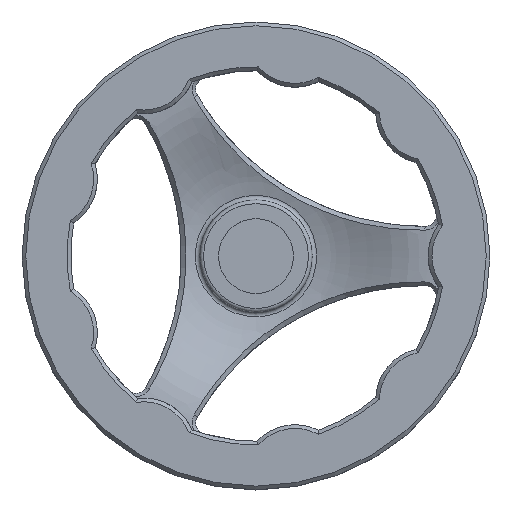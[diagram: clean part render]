
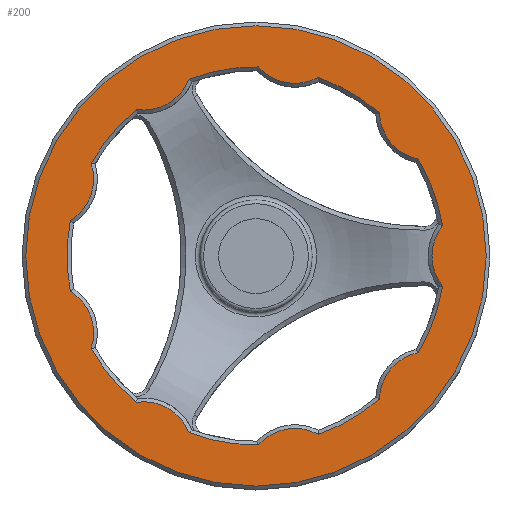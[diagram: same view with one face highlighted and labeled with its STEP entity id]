
A CAD part, top view. The second image highlights one B-rep face of the part: STEP entity #200.
In plain terms, the highlighted planar face has unit normal (0, 0, 1).
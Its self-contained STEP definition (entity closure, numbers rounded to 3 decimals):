
#200 = ADVANCED_FACE( '', ( #407, #408 ), #409, .F. );
#407 = FACE_OUTER_BOUND( '', #881, .T. );
#408 = FACE_BOUND( '', #882, .T. );
#409 = PLANE( '', #883 );
#881 = EDGE_LOOP( '', ( #2134 ) );
#882 = EDGE_LOOP( '', ( #2135, #2136, #2137, #2138, #2139, #2140, #2141, #2142, #2143, #2144, #2145, #2146, #2147, #2148, #2149, #2150, #2151, #2152 ) );
#883 = AXIS2_PLACEMENT_3D( '', #2153, #2154, #2155 );
#2134 = ORIENTED_EDGE( '', *, *, #3270, .T. );
#2135 = ORIENTED_EDGE( '', *, *, #3271, .T. );
#2136 = ORIENTED_EDGE( '', *, *, #3272, .T. );
#2137 = ORIENTED_EDGE( '', *, *, #3273, .T. );
#2138 = ORIENTED_EDGE( '', *, *, #3274, .T. );
#2139 = ORIENTED_EDGE( '', *, *, #3275, .T. );
#2140 = ORIENTED_EDGE( '', *, *, #3276, .T. );
#2141 = ORIENTED_EDGE( '', *, *, #3277, .T. );
#2142 = ORIENTED_EDGE( '', *, *, #3278, .T. );
#2143 = ORIENTED_EDGE( '', *, *, #3279, .T. );
#2144 = ORIENTED_EDGE( '', *, *, #3280, .T. );
#2145 = ORIENTED_EDGE( '', *, *, #3281, .T. );
#2146 = ORIENTED_EDGE( '', *, *, #3282, .T. );
#2147 = ORIENTED_EDGE( '', *, *, #3283, .T. );
#2148 = ORIENTED_EDGE( '', *, *, #3284, .T. );
#2149 = ORIENTED_EDGE( '', *, *, #3285, .T. );
#2150 = ORIENTED_EDGE( '', *, *, #3286, .T. );
#2151 = ORIENTED_EDGE( '', *, *, #3287, .T. );
#2152 = ORIENTED_EDGE( '', *, *, #3288, .T. );
#2153 = CARTESIAN_POINT( '', ( 0., 62.5, 51. ) );
#2154 = DIRECTION( '', ( 0., 0., -1. ) );
#2155 = DIRECTION( '', ( -1., 0., 0. ) );
#3270 = EDGE_CURVE( '', #3844, #3844, #3845, .F. );
#3271 = EDGE_CURVE( '', #3846, #3847, #3848, .T. );
#3272 = EDGE_CURVE( '', #3847, #3849, #3850, .F. );
#3273 = EDGE_CURVE( '', #3849, #3851, #3852, .T. );
#3274 = EDGE_CURVE( '', #3851, #3853, #3854, .F. );
#3275 = EDGE_CURVE( '', #3853, #3855, #3856, .T. );
#3276 = EDGE_CURVE( '', #3855, #3857, #3858, .F. );
#3277 = EDGE_CURVE( '', #3857, #3859, #3860, .T. );
#3278 = EDGE_CURVE( '', #3859, #3861, #3862, .F. );
#3279 = EDGE_CURVE( '', #3861, #3863, #3864, .T. );
#3280 = EDGE_CURVE( '', #3863, #3865, #3866, .F. );
#3281 = EDGE_CURVE( '', #3865, #3867, #3868, .T. );
#3282 = EDGE_CURVE( '', #3867, #3869, #3870, .F. );
#3283 = EDGE_CURVE( '', #3869, #3871, #3872, .T. );
#3284 = EDGE_CURVE( '', #3871, #3873, #3874, .F. );
#3285 = EDGE_CURVE( '', #3873, #3875, #3876, .T. );
#3286 = EDGE_CURVE( '', #3875, #3877, #3878, .F. );
#3287 = EDGE_CURVE( '', #3877, #3879, #3880, .T. );
#3288 = EDGE_CURVE( '', #3879, #3846, #3881, .F. );
#3844 = VERTEX_POINT( '', #4933 );
#3845 = CIRCLE( '', #4934, 61.5 );
#3846 = VERTEX_POINT( '', #4935 );
#3847 = VERTEX_POINT( '', #4936 );
#3848 = CIRCLE( '', #4937, 50.5 );
#3849 = VERTEX_POINT( '', #4938 );
#3850 = CIRCLE( '', #4939, 13. );
#3851 = VERTEX_POINT( '', #4940 );
#3852 = CIRCLE( '', #4941, 50.5 );
#3853 = VERTEX_POINT( '', #4942 );
#3854 = CIRCLE( '', #4943, 13. );
#3855 = VERTEX_POINT( '', #4944 );
#3856 = CIRCLE( '', #4945, 50.5 );
#3857 = VERTEX_POINT( '', #4946 );
#3858 = CIRCLE( '', #4947, 13. );
#3859 = VERTEX_POINT( '', #4948 );
#3860 = CIRCLE( '', #4949, 50.5 );
#3861 = VERTEX_POINT( '', #4950 );
#3862 = CIRCLE( '', #4951, 13. );
#3863 = VERTEX_POINT( '', #4952 );
#3864 = CIRCLE( '', #4953, 50.5 );
#3865 = VERTEX_POINT( '', #4954 );
#3866 = CIRCLE( '', #4955, 13. );
#3867 = VERTEX_POINT( '', #4956 );
#3868 = CIRCLE( '', #4957, 50.5 );
#3869 = VERTEX_POINT( '', #4958 );
#3870 = CIRCLE( '', #4959, 13. );
#3871 = VERTEX_POINT( '', #4960 );
#3872 = CIRCLE( '', #4961, 50.5 );
#3873 = VERTEX_POINT( '', #4962 );
#3874 = CIRCLE( '', #4963, 13. );
#3875 = VERTEX_POINT( '', #4964 );
#3876 = CIRCLE( '', #4965, 50.5 );
#3877 = VERTEX_POINT( '', #4966 );
#3878 = CIRCLE( '', #4967, 13. );
#3879 = VERTEX_POINT( '', #4968 );
#3880 = CIRCLE( '', #4969, 50.5 );
#3881 = CIRCLE( '', #4970, 13. );
#4933 = CARTESIAN_POINT( '', ( -61.5, 0., 51. ) );
#4934 = AXIS2_PLACEMENT_3D( '', #6424, #6425, #6426 );
#4935 = CARTESIAN_POINT( '', ( 49.844, -8.115, 51. ) );
#4936 = CARTESIAN_POINT( '', ( 43.399, -25.823, 51. ) );
#4937 = AXIS2_PLACEMENT_3D( '', #6427, #6428, #6429 );
#4938 = CARTESIAN_POINT( '', ( 32.966, -38.255, 51. ) );
#4939 = AXIS2_PLACEMENT_3D( '', #6430, #6431, #6432 );
#4940 = CARTESIAN_POINT( '', ( 16.647, -47.677, 51. ) );
#4941 = AXIS2_PLACEMENT_3D( '', #6433, #6434, #6435 );
#4942 = CARTESIAN_POINT( '', ( 0.664, -50.496, 51. ) );
#4943 = AXIS2_PLACEMENT_3D( '', #6436, #6437, #6438 );
#4944 = CARTESIAN_POINT( '', ( -17.894, -47.223, 51. ) );
#4945 = AXIS2_PLACEMENT_3D( '', #6439, #6440, #6441 );
#4946 = CARTESIAN_POINT( '', ( -31.95, -39.109, 51. ) );
#4947 = AXIS2_PLACEMENT_3D( '', #6442, #6443, #6444 );
#4948 = CARTESIAN_POINT( '', ( -44.062, -24.673, 51. ) );
#4949 = AXIS2_PLACEMENT_3D( '', #6445, #6446, #6447 );
#4950 = CARTESIAN_POINT( '', ( -49.613, -9.422, 51. ) );
#4951 = AXIS2_PLACEMENT_3D( '', #6448, #6449, #6450 );
#4952 = CARTESIAN_POINT( '', ( -49.613, 9.422, 51. ) );
#4953 = AXIS2_PLACEMENT_3D( '', #6451, #6452, #6453 );
#4954 = CARTESIAN_POINT( '', ( -44.062, 24.673, 51. ) );
#4955 = AXIS2_PLACEMENT_3D( '', #6454, #6455, #6456 );
#4956 = CARTESIAN_POINT( '', ( -31.95, 39.109, 51. ) );
#4957 = AXIS2_PLACEMENT_3D( '', #6457, #6458, #6459 );
#4958 = CARTESIAN_POINT( '', ( -17.894, 47.223, 51. ) );
#4959 = AXIS2_PLACEMENT_3D( '', #6460, #6461, #6462 );
#4960 = CARTESIAN_POINT( '', ( 0.664, 50.496, 51. ) );
#4961 = AXIS2_PLACEMENT_3D( '', #6463, #6464, #6465 );
#4962 = CARTESIAN_POINT( '', ( 16.647, 47.677, 51. ) );
#4963 = AXIS2_PLACEMENT_3D( '', #6466, #6467, #6468 );
#4964 = CARTESIAN_POINT( '', ( 32.966, 38.255, 51. ) );
#4965 = AXIS2_PLACEMENT_3D( '', #6469, #6470, #6471 );
#4966 = CARTESIAN_POINT( '', ( 43.399, 25.823, 51. ) );
#4967 = AXIS2_PLACEMENT_3D( '', #6472, #6473, #6474 );
#4968 = CARTESIAN_POINT( '', ( 49.844, 8.115, 51. ) );
#4969 = AXIS2_PLACEMENT_3D( '', #6475, #6476, #6477 );
#4970 = AXIS2_PLACEMENT_3D( '', #6478, #6479, #6480 );
#6424 = CARTESIAN_POINT( '', ( 0., 0., 51. ) );
#6425 = DIRECTION( '', ( 0., 0., -1. ) );
#6426 = DIRECTION( '', ( -1., 0., 0. ) );
#6427 = CARTESIAN_POINT( '', ( 0., 0., 51. ) );
#6428 = DIRECTION( '', ( 0., 0., -1. ) );
#6429 = DIRECTION( '', ( -1., 0., 0. ) );
#6430 = CARTESIAN_POINT( '', ( 45.963, -38.567, 51. ) );
#6431 = DIRECTION( '', ( 0., 0., -1. ) );
#6432 = DIRECTION( '', ( -1., 0., 0. ) );
#6433 = CARTESIAN_POINT( '', ( 0., 0., 51. ) );
#6434 = DIRECTION( '', ( 0., 0., -1. ) );
#6435 = DIRECTION( '', ( -1., 0., 0. ) );
#6436 = CARTESIAN_POINT( '', ( 10.419, -59.088, 51. ) );
#6437 = DIRECTION( '', ( 0., 0., -1. ) );
#6438 = DIRECTION( '', ( -1., 0., 0. ) );
#6439 = CARTESIAN_POINT( '', ( 0., 0., 51. ) );
#6440 = DIRECTION( '', ( 0., 0., -1. ) );
#6441 = DIRECTION( '', ( -1., 0., 0. ) );
#6442 = CARTESIAN_POINT( '', ( -30., -51.962, 51. ) );
#6443 = DIRECTION( '', ( 0., 0., -1. ) );
#6444 = DIRECTION( '', ( -1., 0., 0. ) );
#6445 = CARTESIAN_POINT( '', ( 0., 0., 51. ) );
#6446 = DIRECTION( '', ( 0., 0., -1. ) );
#6447 = DIRECTION( '', ( -1., 0., 0. ) );
#6448 = CARTESIAN_POINT( '', ( -56.382, -20.521, 51. ) );
#6449 = DIRECTION( '', ( 0., 0., -1. ) );
#6450 = DIRECTION( '', ( -1., 0., 0. ) );
#6451 = CARTESIAN_POINT( '', ( 0., 0., 51. ) );
#6452 = DIRECTION( '', ( 0., 0., -1. ) );
#6453 = DIRECTION( '', ( -1., 0., 0. ) );
#6454 = CARTESIAN_POINT( '', ( -56.382, 20.521, 51. ) );
#6455 = DIRECTION( '', ( 0., 0., -1. ) );
#6456 = DIRECTION( '', ( -1., 0., 0. ) );
#6457 = CARTESIAN_POINT( '', ( 0., 0., 51. ) );
#6458 = DIRECTION( '', ( 0., 0., -1. ) );
#6459 = DIRECTION( '', ( -1., 0., 0. ) );
#6460 = CARTESIAN_POINT( '', ( -30., 51.962, 51. ) );
#6461 = DIRECTION( '', ( 0., 0., -1. ) );
#6462 = DIRECTION( '', ( -1., 0., 0. ) );
#6463 = CARTESIAN_POINT( '', ( 0., 0., 51. ) );
#6464 = DIRECTION( '', ( 0., 0., -1. ) );
#6465 = DIRECTION( '', ( -1., 0., 0. ) );
#6466 = CARTESIAN_POINT( '', ( 10.419, 59.088, 51. ) );
#6467 = DIRECTION( '', ( 0., 0., -1. ) );
#6468 = DIRECTION( '', ( -1., 0., 0. ) );
#6469 = CARTESIAN_POINT( '', ( 0., 0., 51. ) );
#6470 = DIRECTION( '', ( 0., 0., -1. ) );
#6471 = DIRECTION( '', ( -1., 0., 0. ) );
#6472 = CARTESIAN_POINT( '', ( 45.963, 38.567, 51. ) );
#6473 = DIRECTION( '', ( 0., 0., -1. ) );
#6474 = DIRECTION( '', ( -1., 0., 0. ) );
#6475 = CARTESIAN_POINT( '', ( 0., 0., 51. ) );
#6476 = DIRECTION( '', ( 0., 0., -1. ) );
#6477 = DIRECTION( '', ( -1., 0., 0. ) );
#6478 = CARTESIAN_POINT( '', ( 60., 0., 51. ) );
#6479 = DIRECTION( '', ( 0., 0., -1. ) );
#6480 = DIRECTION( '', ( -1., 0., 0. ) );
